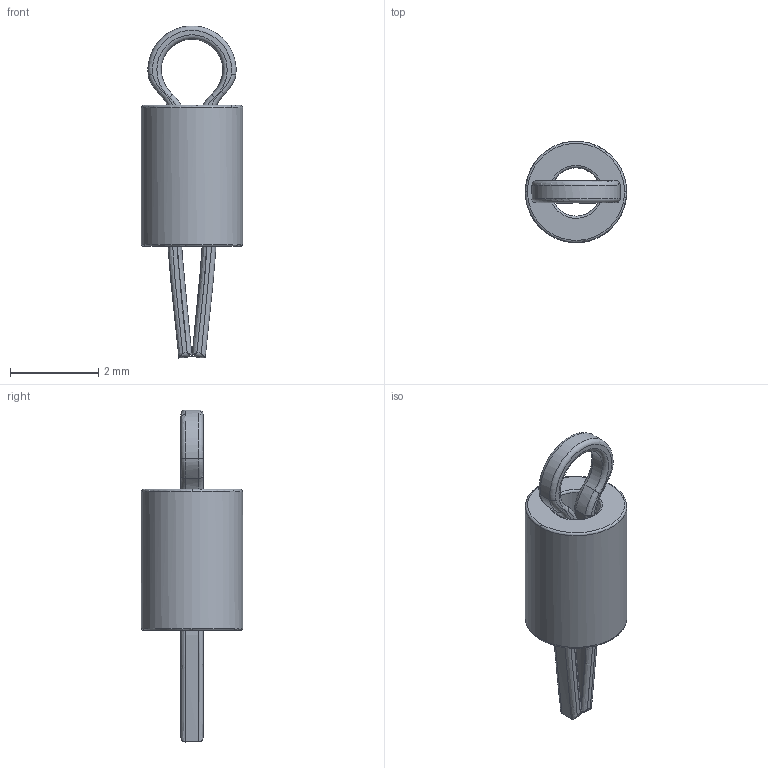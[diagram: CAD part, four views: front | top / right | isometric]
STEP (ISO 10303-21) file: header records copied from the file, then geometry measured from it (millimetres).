
FILE_DESCRIPTION(/* description */ ('STEP AP242','CAx-IF Rec.Pracs.---Representation and Presentation of Product Manufacturing Information (PMI)---4.0---2014-10-13','CAx-IF Rec.Pracs.---3D Tessellated Geometry---0.4---2014-09-14','2;1'),/* implementation_level */ '2;1');
FILE_NAME(/* name */ '62d9b8eef6dc5e54605eea61',/* time_stamp */ '2022-07-21T20:37:03+00:00',/* author */ (''),/* organization */ (''),/* preprocessor_version */ 'ST-DEVELOPER v18.102',/* originating_system */ ' ',/* authorisation */ ' ');
FILE_SCHEMA (('AP242_MANAGED_MODEL_BASED_3D_ENGINEERING_MIM_LF { 1 0 10303 442 1 1 4 }'));
Length unit declared in the file: metre
Products named in the file (54):    Shell; Curve 40; Curve 39; Curve 38; Curve 37; Curve 36; Curve 35; Curve 34; Curve 33; Curve 32; Curve 31; Curve 30; Curve 29; Curve 28; 3d BsCrv; 3D CURVE
Bounding box: 2.3 x 2.3 x 7.53 mm (x, y, z)
Volume: 10.2 mm3; surface area: 63.1 mm2
Topology: 1 solids, 14 shells, 62 faces, 229 edges, 239 vertices
Faces by surface type: torus 20, bspline 18, cylinder 16, plane 8
Full cylindrical faces by diameter (mm): 1.1 x1, 2.3 x1
Entity records: 5257 total; most frequent: CARTESIAN_POINT 2220, ORIENTED_EDGE 264, DIRECTION 252, B_SPLINE_CURVE_WITH_KNOTS 172, EDGE_CURVE 166, STYLED_ITEM 136, PRESENTATION_STYLE_ASSIGNMENT 136, CURVE_STYLE 122
